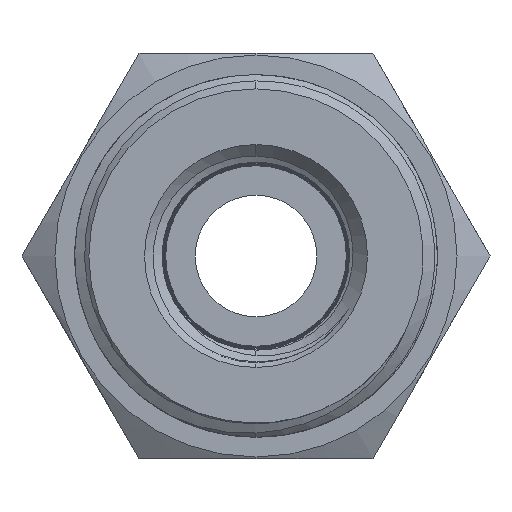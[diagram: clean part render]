
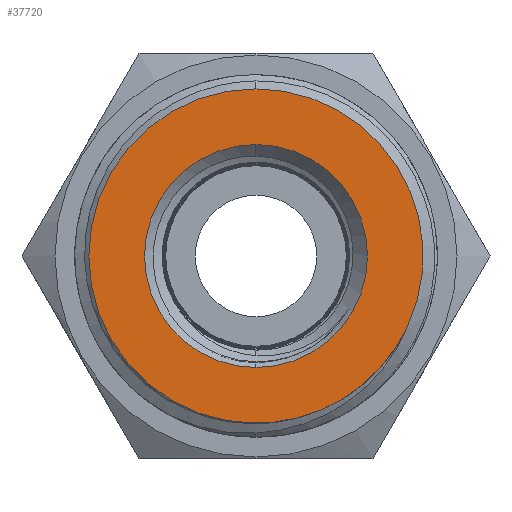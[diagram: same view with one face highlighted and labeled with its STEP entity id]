
A CAD part, left-side view. The second image highlights one B-rep face of the part: STEP entity #37720.
In plain terms, the highlighted planar face has unit normal (-1, 0, 0).
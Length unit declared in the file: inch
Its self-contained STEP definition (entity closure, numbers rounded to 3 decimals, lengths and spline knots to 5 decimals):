
#317 = EDGE_CURVE ( 'NONE', #25799, #6773, #18935, .T. ) ;
#600 = CIRCLE ( 'NONE', #1229, 0.5155 ) ;
#672 = EDGE_CURVE ( 'NONE', #3499, #25223, #36674, .T. ) ;
#1229 = AXIS2_PLACEMENT_3D ( 'NONE', #2129, #1852, #14940 ) ;
#1568 = EDGE_CURVE ( 'NONE', #25223, #25036, #4768, .T. ) ;
#1786 = PLANE ( 'NONE',  #19844 ) ;
#1852 = DIRECTION ( 'NONE',  ( 1., 0., 0. ) ) ;
#2073 = ORIENTED_EDGE ( 'NONE', *, *, #3713, .F. ) ;
#2129 = CARTESIAN_POINT ( 'NONE',  ( 0., 0., 0. ) ) ;
#2540 = DIRECTION ( 'NONE',  ( 0., 0., -1. ) ) ;
#3206 = CIRCLE ( 'NONE', #34486, 0.5155 ) ;
#3499 = VERTEX_POINT ( 'NONE', #38256 ) ;
#3713 = EDGE_CURVE ( 'NONE', #21637, #3499, #3206, .T. ) ;
#4768 = CIRCLE ( 'NONE', #33043, 0.5155 ) ;
#5068 = CARTESIAN_POINT ( 'NONE',  ( 0., 0., 0. ) ) ;
#5635 = DIRECTION ( 'NONE',  ( 1., 0., 0. ) ) ;
#5703 = CARTESIAN_POINT ( 'NONE',  ( 0., 0., 0.34375 ) ) ;
#5893 = CARTESIAN_POINT ( 'NONE',  ( 0., 0., 0. ) ) ;
#6509 = AXIS2_PLACEMENT_3D ( 'NONE', #5893, #27870, #11941 ) ;
#6773 = VERTEX_POINT ( 'NONE', #13915 ) ;
#7866 = AXIS2_PLACEMENT_3D ( 'NONE', #37335, #15506, #2540 ) ;
#8711 = EDGE_LOOP ( 'NONE', ( #26351, #2073, #40533, #29966 ) ) ;
#8762 = FACE_OUTER_BOUND ( 'NONE', #8711, .T. ) ;
#11056 = ORIENTED_EDGE ( 'NONE', *, *, #317, .T. ) ;
#11133 = EDGE_CURVE ( 'NONE', #6773, #25799, #39749, .T. ) ;
#11825 = DIRECTION ( 'NONE',  ( 0., 0., -1. ) ) ;
#11941 = DIRECTION ( 'NONE',  ( 0., 0., -1. ) ) ;
#12160 = CARTESIAN_POINT ( 'NONE',  ( 0., 0., -0.5155 ) ) ;
#13915 = CARTESIAN_POINT ( 'NONE',  ( 0., 0., -0.34375 ) ) ;
#14430 = DIRECTION ( 'NONE',  ( 1., 0., 0. ) ) ;
#14940 = DIRECTION ( 'NONE',  ( 0., 0., -1. ) ) ;
#15506 = DIRECTION ( 'NONE',  ( 1., 0., 0. ) ) ;
#16508 = CARTESIAN_POINT ( 'NONE',  ( 0., 0., 0.5155 ) ) ;
#18935 = CIRCLE ( 'NONE', #7866, 0.34375 ) ;
#19314 = CARTESIAN_POINT ( 'NONE',  ( 0., -0.12744, -0.4995 ) ) ;
#19844 = AXIS2_PLACEMENT_3D ( 'NONE', #5068, #14430, #33106 ) ;
#21155 = CARTESIAN_POINT ( 'NONE',  ( 0., 0., 0. ) ) ;
#21637 = VERTEX_POINT ( 'NONE', #16508 ) ;
#24449 = DIRECTION ( 'NONE',  ( 1., 0., 0. ) ) ;
#25036 = VERTEX_POINT ( 'NONE', #12160 ) ;
#25223 = VERTEX_POINT ( 'NONE', #19314 ) ;
#25799 = VERTEX_POINT ( 'NONE', #5703 ) ;
#26351 = ORIENTED_EDGE ( 'NONE', *, *, #672, .F. ) ;
#26446 = EDGE_LOOP ( 'NONE', ( #11056, #32635 ) ) ;
#27870 = DIRECTION ( 'NONE',  ( 1., 0., 0. ) ) ;
#29015 = EDGE_CURVE ( 'NONE', #25036, #21637, #600, .T. ) ;
#29966 = ORIENTED_EDGE ( 'NONE', *, *, #1568, .F. ) ;
#31006 = FACE_BOUND ( 'NONE', #26446, .T. ) ;
#32294 = DIRECTION ( 'NONE',  ( 0., 0., -1. ) ) ;
#32635 = ORIENTED_EDGE ( 'NONE', *, *, #11133, .T. ) ;
#33043 = AXIS2_PLACEMENT_3D ( 'NONE', #35472, #38894, #32294 ) ;
#33106 = DIRECTION ( 'NONE',  ( 0., 0., -1. ) ) ;
#33298 = AXIS2_PLACEMENT_3D ( 'NONE', #21155, #24449, #33839 ) ;
#33839 = DIRECTION ( 'NONE',  ( 0., 0., -1. ) ) ;
#34486 = AXIS2_PLACEMENT_3D ( 'NONE', #36991, #5635, #11825 ) ;
#35472 = CARTESIAN_POINT ( 'NONE',  ( 0., 0., 0. ) ) ;
#36674 = CIRCLE ( 'NONE', #33298, 0.5155 ) ;
#36991 = CARTESIAN_POINT ( 'NONE',  ( 0., 0., 0. ) ) ;
#37335 = CARTESIAN_POINT ( 'NONE',  ( 0., 0., 0. ) ) ;
#37720 = ADVANCED_FACE ( 'NONE', ( #8762, #31006 ), #1786, .F. ) ;
#38256 = CARTESIAN_POINT ( 'NONE',  ( 0., -0.46682, -0.21868 ) ) ;
#38894 = DIRECTION ( 'NONE',  ( 1., 0., 0. ) ) ;
#39749 = CIRCLE ( 'NONE', #6509, 0.34375 ) ;
#40533 = ORIENTED_EDGE ( 'NONE', *, *, #29015, .F. ) ;
